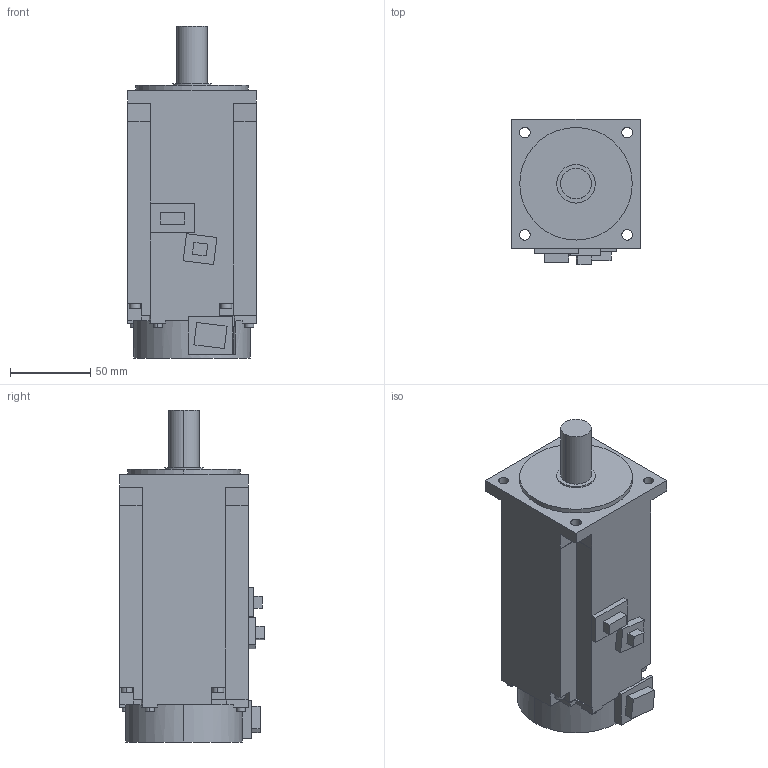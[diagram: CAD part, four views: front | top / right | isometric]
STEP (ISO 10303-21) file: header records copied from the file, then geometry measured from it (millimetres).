
FILE_DESCRIPTION((''),'2;1');
FILE_NAME('PRT0003','2013-03-15T',('FC54009'),(''),'PRO/ENGINEER BY PARAMETRIC TECHNOLOGY CORPORATION, 2009400','PRO/ENGINEER BY PARAMETRIC TECHNOLOGY CORPORATION, 2009400','');
FILE_SCHEMA(('CONFIG_CONTROL_DESIGN'));
Length unit declared in the file: millimetre
Products named in the file (1): PRT0003
Bounding box: 80 x 90.1 x 206.5 mm (x, y, z)
Volume: 935841 mm3; surface area: 70543.7 mm2
Topology: 1 solids, 5 shells, 178 faces, 437 edges, 284 vertices
Faces by surface type: plane 133, cylinder 45
Entity records: 5267 total; most frequent: DIRECTION 909, CARTESIAN_POINT 899, ORIENTED_EDGE 874, EDGE_CURVE 437, VECTOR 321, LINE 321, AXIS2_PLACEMENT_3D 294, VERTEX_POINT 284
